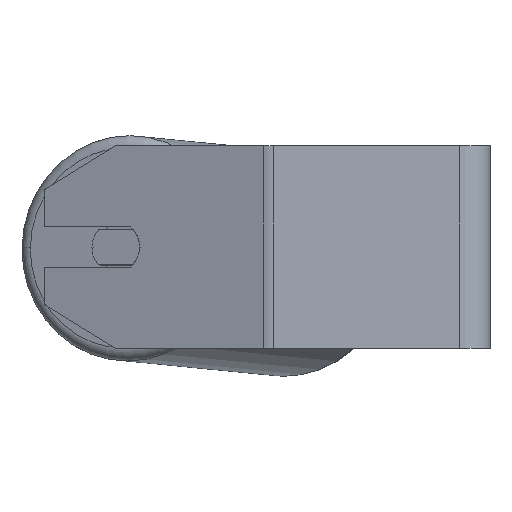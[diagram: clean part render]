
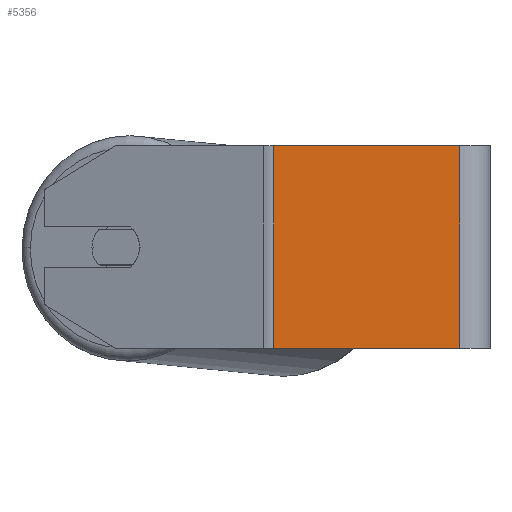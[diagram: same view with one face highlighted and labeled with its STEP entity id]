
A CAD part, left-side view. The second image highlights one B-rep face of the part: STEP entity #5356.
In plain terms, the highlighted planar face has unit normal (-1, 0, 0).
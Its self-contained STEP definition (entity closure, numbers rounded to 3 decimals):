
#37 = CARTESIAN_POINT ( 'NONE',  ( -230., 85.41, -40. ) ) ;
#149 = ORIENTED_EDGE ( 'NONE', *, *, #4346, .F. ) ;
#196 = VECTOR ( 'NONE', #1588, 1000. ) ;
#360 = VECTOR ( 'NONE', #2680, 1000. ) ;
#479 = CARTESIAN_POINT ( 'NONE',  ( -230., 85.41, 40. ) ) ;
#569 = LINE ( 'NONE', #3739, #360 ) ;
#976 = CARTESIAN_POINT ( 'NONE',  ( -230., 12., 40. ) ) ;
#991 = CARTESIAN_POINT ( 'NONE',  ( -230., 12., 40. ) ) ;
#1305 = CARTESIAN_POINT ( 'NONE',  ( -230., 87.526, 40. ) ) ;
#1588 = DIRECTION ( 'NONE',  ( 0., 0., -1. ) ) ;
#1706 = LINE ( 'NONE', #5416, #6211 ) ;
#1781 = LINE ( 'NONE', #3935, #3325 ) ;
#2502 = VERTEX_POINT ( 'NONE', #976 ) ;
#2645 = LINE ( 'NONE', #991, #196 ) ;
#2680 = DIRECTION ( 'NONE',  ( 0., -1., 0. ) ) ;
#2823 = EDGE_CURVE ( 'NONE', #5139, #5569, #1706, .T. ) ;
#3054 = ORIENTED_EDGE ( 'NONE', *, *, #5393, .F. ) ;
#3228 = AXIS2_PLACEMENT_3D ( 'NONE', #1305, #4965, #3458 ) ;
#3325 = VECTOR ( 'NONE', #6032, 1000. ) ;
#3457 = EDGE_LOOP ( 'NONE', ( #4547, #3054, #149, #5885 ) ) ;
#3458 = DIRECTION ( 'NONE',  ( 0., 0., -1. ) ) ;
#3632 = EDGE_CURVE ( 'NONE', #5569, #6055, #1781, .T. ) ;
#3739 = CARTESIAN_POINT ( 'NONE',  ( -230., 87.526, 40. ) ) ;
#3935 = CARTESIAN_POINT ( 'NONE',  ( -230., 87.526, -40. ) ) ;
#4275 = DIRECTION ( 'NONE',  ( 0., 0., -1. ) ) ;
#4346 = EDGE_CURVE ( 'NONE', #5139, #2502, #569, .T. ) ;
#4397 = FACE_OUTER_BOUND ( 'NONE', #3457, .T. ) ;
#4547 = ORIENTED_EDGE ( 'NONE', *, *, #3632, .T. ) ;
#4965 = DIRECTION ( 'NONE',  ( 1., 0., 0. ) ) ;
#5139 = VERTEX_POINT ( 'NONE', #479 ) ;
#5356 = ADVANCED_FACE ( 'NONE', ( #4397 ), #6574, .F. ) ;
#5393 = EDGE_CURVE ( 'NONE', #2502, #6055, #2645, .T. ) ;
#5416 = CARTESIAN_POINT ( 'NONE',  ( -230., 85.41, 40. ) ) ;
#5569 = VERTEX_POINT ( 'NONE', #37 ) ;
#5885 = ORIENTED_EDGE ( 'NONE', *, *, #2823, .T. ) ;
#6032 = DIRECTION ( 'NONE',  ( 0., -1., 0. ) ) ;
#6055 = VERTEX_POINT ( 'NONE', #6685 ) ;
#6211 = VECTOR ( 'NONE', #4275, 1000. ) ;
#6574 = PLANE ( 'NONE',  #3228 ) ;
#6685 = CARTESIAN_POINT ( 'NONE',  ( -230., 12., -40. ) ) ;
